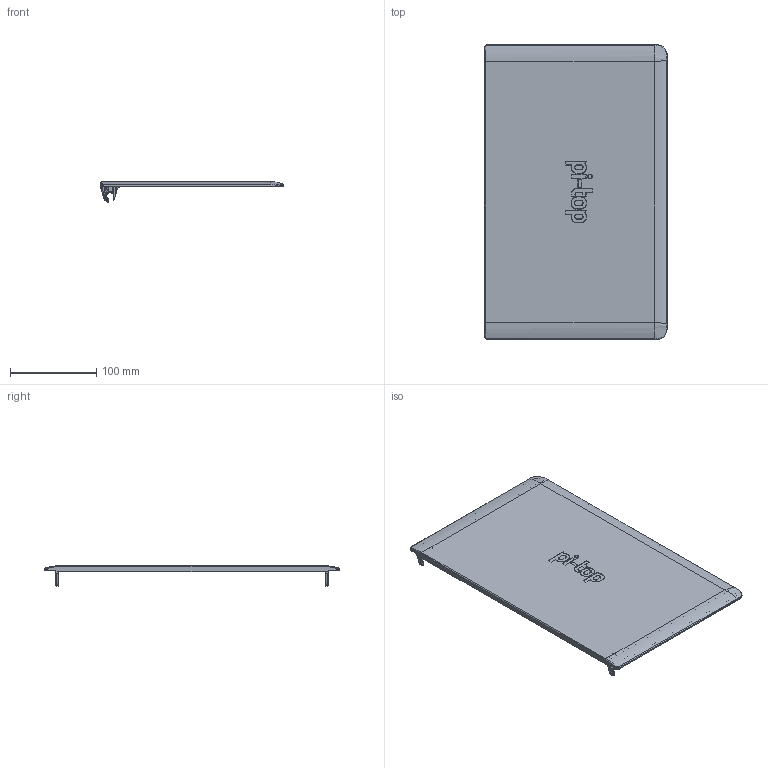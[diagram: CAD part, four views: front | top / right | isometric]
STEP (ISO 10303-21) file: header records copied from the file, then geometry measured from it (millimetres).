
FILE_DESCRIPTION (( 'STEP AP214' ), '1' );
FILE_NAME ('pt1-screen-back.STEP', '2020-04-24T18:35:39', ( '' ), ( '' ), 'SwSTEP 2.0', 'SolidWorks 2016', '' );
FILE_SCHEMA (( 'AUTOMOTIVE_DESIGN' ));
Length unit declared in the file: millimetre
Products named in the file (1): pt1-screen-back
Bounding box: 210.7 x 341.02 x 24.14 mm (x, y, z)
Volume: 160839.4 mm3; surface area: 167310 mm2
Topology: 1 solids, 1 shells, 1612 faces, 4664 edges, 3084 vertices
Faces by surface type: plane 1124, cylinder 274, cone 115, bspline 94, torus 5
Entity records: 64242 total; most frequent: CARTESIAN_POINT 24294, ORIENTED_EDGE 9324, DIRECTION 7083, EDGE_CURVE 4662, LINE 3123, VECTOR 3123, VERTEX_POINT 3084, AXIS2_PLACEMENT_3D 1980
